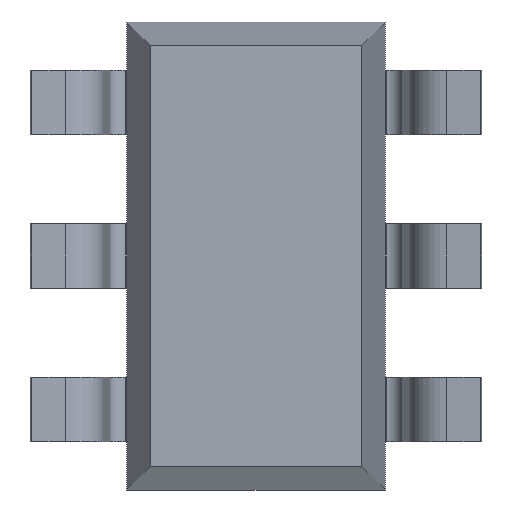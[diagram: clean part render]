
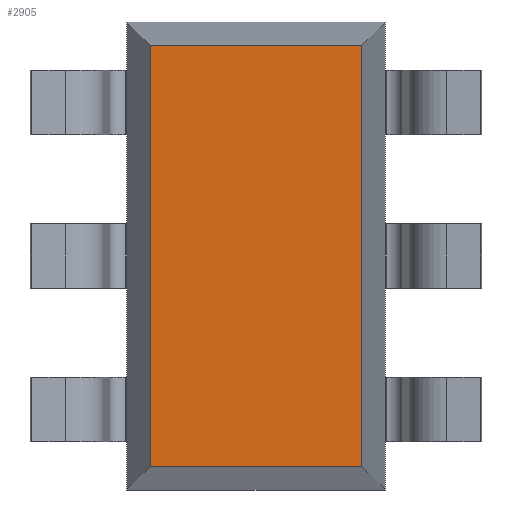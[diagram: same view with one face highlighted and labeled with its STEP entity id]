
A CAD part, front view. The second image highlights one B-rep face of the part: STEP entity #2905.
In plain terms, the highlighted planar face has unit normal (0, -1, 0).
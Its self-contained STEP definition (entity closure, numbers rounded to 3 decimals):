
#3 = ORIENTED_EDGE ( 'NONE', *, *, #1470, .T. ) ;
#361 = LINE ( 'NONE', #1811, #1524 ) ;
#711 = CARTESIAN_POINT ( 'NONE',  ( 0., 0.15, 0. ) ) ;
#840 = VECTOR ( 'NONE', #2320, 1000. ) ;
#902 = CARTESIAN_POINT ( 'NONE',  ( -0.8, 0.15, -1.305 ) ) ;
#936 = DIRECTION ( 'NONE',  ( 0., -1., 0. ) ) ;
#981 = VECTOR ( 'NONE', #1083, 1000. ) ;
#1003 = AXIS2_PLACEMENT_3D ( 'NONE', #711, #936, #1483 ) ;
#1050 = EDGE_CURVE ( 'NONE', #1159, #1266, #2099, .T. ) ;
#1064 = CARTESIAN_POINT ( 'NONE',  ( -0.655, 0.15, 1.305 ) ) ;
#1083 = DIRECTION ( 'NONE',  ( -1., 0., 0. ) ) ;
#1086 = FACE_OUTER_BOUND ( 'NONE', #2534, .T. ) ;
#1159 = VERTEX_POINT ( 'NONE', #1926 ) ;
#1266 = VERTEX_POINT ( 'NONE', #1064 ) ;
#1328 = DIRECTION ( 'NONE',  ( 0., 0., -1. ) ) ;
#1413 = VERTEX_POINT ( 'NONE', #2506 ) ;
#1470 = EDGE_CURVE ( 'NONE', #1413, #1159, #2280, .T. ) ;
#1483 = DIRECTION ( 'NONE',  ( 0., 0., -1. ) ) ;
#1524 = VECTOR ( 'NONE', #1328, 1000. ) ;
#1537 = ORIENTED_EDGE ( 'NONE', *, *, #1584, .T. ) ;
#1543 = ORIENTED_EDGE ( 'NONE', *, *, #1050, .T. ) ;
#1584 = EDGE_CURVE ( 'NONE', #1266, #2627, #361, .T. ) ;
#1774 = CARTESIAN_POINT ( 'NONE',  ( -0.655, 0.15, -1.305 ) ) ;
#1811 = CARTESIAN_POINT ( 'NONE',  ( -0.655, 0.15, 1.45 ) ) ;
#1926 = CARTESIAN_POINT ( 'NONE',  ( 0.655, 0.15, 1.305 ) ) ;
#2072 = PLANE ( 'NONE',  #1003 ) ;
#2099 = LINE ( 'NONE', #2622, #981 ) ;
#2238 = DIRECTION ( 'NONE',  ( 0., 0., 1. ) ) ;
#2280 = LINE ( 'NONE', #2461, #2988 ) ;
#2320 = DIRECTION ( 'NONE',  ( 1., 0., 0. ) ) ;
#2461 = CARTESIAN_POINT ( 'NONE',  ( 0.655, 0.15, -1.45 ) ) ;
#2506 = CARTESIAN_POINT ( 'NONE',  ( 0.655, 0.15, -1.305 ) ) ;
#2534 = EDGE_LOOP ( 'NONE', ( #2942, #3, #1543, #1537 ) ) ;
#2622 = CARTESIAN_POINT ( 'NONE',  ( 0.8, 0.15, 1.305 ) ) ;
#2627 = VERTEX_POINT ( 'NONE', #1774 ) ;
#2798 = EDGE_CURVE ( 'NONE', #2627, #1413, #3063, .T. ) ;
#2905 = ADVANCED_FACE ( 'NONE', ( #1086 ), #2072, .T. ) ;
#2942 = ORIENTED_EDGE ( 'NONE', *, *, #2798, .T. ) ;
#2988 = VECTOR ( 'NONE', #2238, 1000. ) ;
#3063 = LINE ( 'NONE', #902, #840 ) ;
